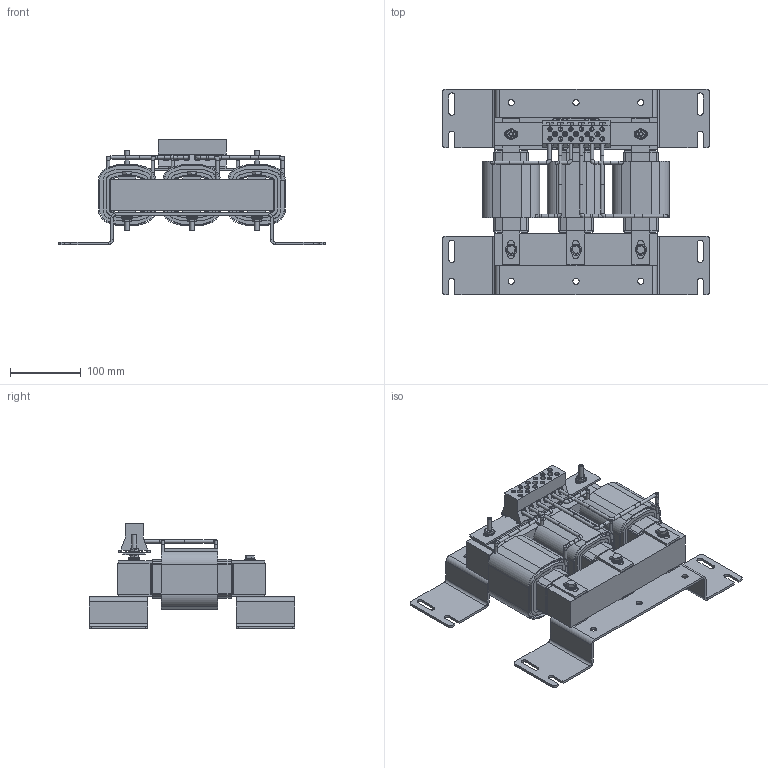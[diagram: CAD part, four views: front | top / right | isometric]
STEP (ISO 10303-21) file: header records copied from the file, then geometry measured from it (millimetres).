
FILE_DESCRIPTION(/* description */ (''),/* implementation_level */ '2;1');
FILE_NAME(/* name */ 'KTR17A55HGX3.stp',/* time_stamp */ '2024-10-18T06:38:55-05:00',/* author */ ('DWROBLEW'),/* organization */ (''),/* preprocessor_version */ 'ST-DEVELOPER v20',/* originating_system */ 'Autodesk Inventor 2024',/* authorisation */ '');
FILE_SCHEMA (('AUTOMOTIVE_DESIGN { 1 0 10303 214 3 1 1 }'));
Products named in the file (20): KTR17A55HGX3; 31100; 29875 CORE LEG ASSEMBLY; 31100 FOR  COIL ASSEMBLY; 31100 OUTER WRAP; 23412-1.75; 14518; 19324; 30097- LARGE  BLANK  (REACTOR); 1505-1763-4495 ASSEMBLY; 1505; 1763-4495 ASSEMBLY; 4495; 1763; 1502; 31194-A; 3933; KTR17A55HG A1; KTR17A55HG Straight; KTR17A55HG Straight Short
Assembly tree (60 placements, depth 3):
  KTR17A55HGX3
    23412-1.75  x2
    31100  x3
      29875 CORE LEG ASSEMBLY
      31100 FOR  COIL ASSEMBLY
      31100 OUTER WRAP
    14518
    19324
    1502  x4
    1505  x2
    30097- LARGE  BLANK  (REACTOR)
    1505-1763-4495 ASSEMBLY  x6
      4495
      1763
      1505
    1763-4495 ASSEMBLY  x6
      4495
      1763
    31194-A  x2
    3933  x2
    KTR17A55HG A1  x12
    KTR17A55HG Straight  x8
    KTR17A55HG Straight Short  x2
Bounding box: 375.92 x 290.07 x 148.12 mm (x, y, z)
Volume: 2999861.5 mm3; surface area: 1262203.2 mm2
Topology: 240 solids, 240 shells, 5622 faces, 14892 edges, 9818 vertices
Faces by surface type: plane 3803, cylinder 1628, bspline 154, torus 31, cone 6
Full cylindrical faces by diameter (mm): 2.425 x2, 2.642 x2, 2.794 x3, 3.962 x5, 3.974 x2, 4.575 x6, 4.674 x34, 4.898 x5, 5.08 x12, 5.083 x1, 6.124 x5, 6.147 x12, 6.35 x17, 6.375 x12, 6.379 x1, 7.137 x12, 7.341 x5, 7.62 x12, 8.636 x12, 8.738 x6, 12.7 x12, 14.859 x8, 15.875 x12
Entity records: 79000 total; most frequent: CARTESIAN_POINT 15871, ORIENTED_EDGE 13092, DIRECTION 12317, EDGE_CURVE 6546, LINE 4909, VECTOR 4909, VERTEX_POINT 4321, AXIS2_PLACEMENT_3D 3704
